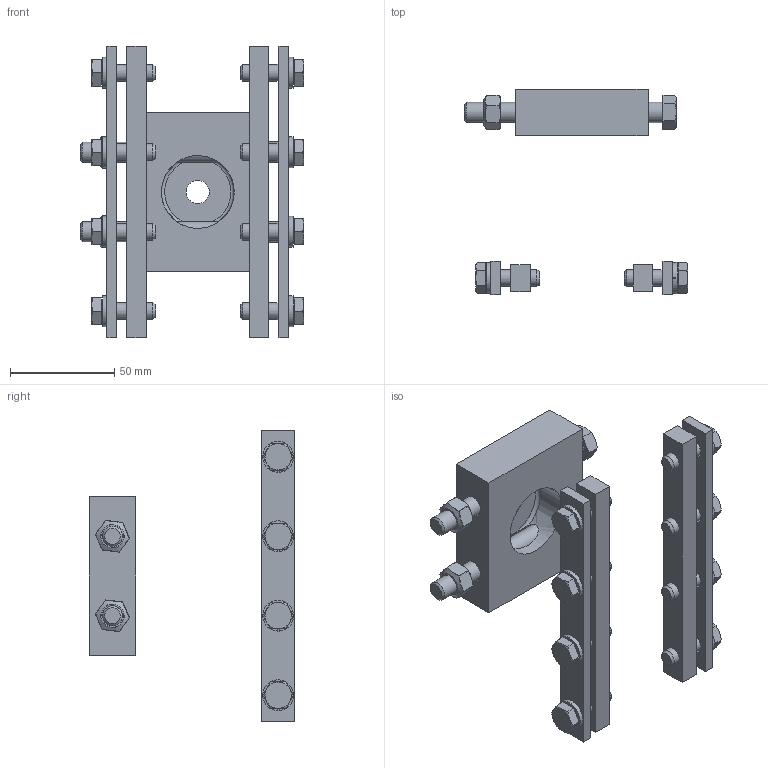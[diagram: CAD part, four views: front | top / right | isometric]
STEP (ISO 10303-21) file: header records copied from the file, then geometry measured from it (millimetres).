
FILE_DESCRIPTION((''),'2;1');
FILE_NAME('25514.stp','2009-10-22T08:50:51',('jholman'),(''),'Autodesk Inventor 2009','Autodesk Inventor 2009','');
FILE_SCHEMA(('AUTOMOTIVE_DESIGN { 1 0 10303 214 1 1 1 1 }'));
Length unit declared in the file: inch
Products named in the file (9): 3D11VBF4C; 3D11NYD4C; Hex Nut - UNC (Regular Thread - Inch) 3/8 - 16; Hex Bolt - UNC (Regular Thread - Inch) 3/8-16 UNC - 3.75; 3D11M5E4B; 3D11L5E4A; 3D11K5E4A; Regular Helical Spring Lock Washer (Inch) 5/16  Regular. Carbon Steel; Hex Cap Screw - UNC (Regular Thread - Inch) 5/16-18 UNC - 1.0
Assembly tree (17 placements, depth 3):
  3D11VBF4C
    3D11NYD4C
    Hex Nut - UNC (Regular Thread - Inch) 3/8 - 16  x2
    Hex Bolt - UNC (Regular Thread - Inch) 3/8-16 UNC - 3.75  x2
    3D11M5E4B  x2
      3D11L5E4A
      3D11K5E4A
      Regular Helical Spring Lock Washer (Inch) 5/16  Regular. Carbon Steel
      Hex Cap Screw - UNC (Regular Thread - Inch) 5/16-18 UNC - 1.0
Bounding box: 107.15 x 98.48 x 139.7 mm (x, y, z)
Volume: 165971.1 mm3; surface area: 67250.1 mm2
Topology: 25 solids, 25 shells, 462 faces, 992 edges, 573 vertices
Faces by surface type: plane 188, cone 90, cylinder 62, bspline 60, sphere 48, torus 14
Full cylindrical faces by diameter (mm): 7.938 x8, 9.525 x2, 9.855 x2, 11.43 x8, 14.288 x2
Entity records: 5448 total; most frequent: CARTESIAN_POINT 1886, DIRECTION 706, ORIENTED_EDGE 622, EDGE_CURVE 311, AXIS2_PLACEMENT_3D 304, EDGE_LOOP 218, VERTEX_POINT 191, FACE_OUTER_BOUND 162
